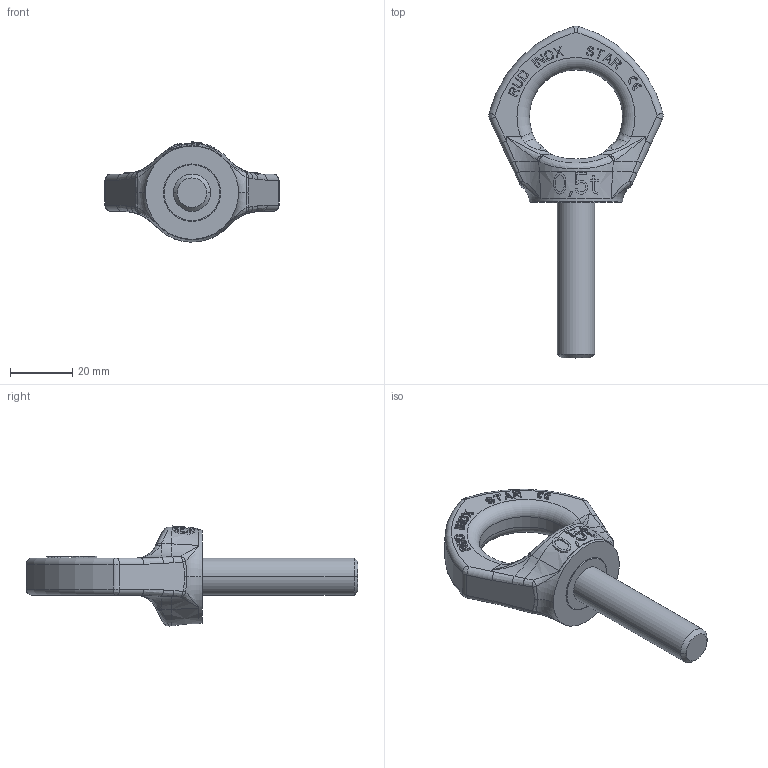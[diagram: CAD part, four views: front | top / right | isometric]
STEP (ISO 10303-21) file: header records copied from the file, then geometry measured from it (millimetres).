
FILE_DESCRIPTION((''),'2;1');
FILE_NAME('001-M31024-P-11_ASM','2018-08-27T',('Andreas.Wendler'),(''),'PRO/ENGINEER BY PARAMETRIC TECHNOLOGY CORPORATION, 2011490','PRO/ENGINEER BY PARAMETRIC TECHNOLOGY CORPORATION, 2011490','');
FILE_SCHEMA(('CONFIG_CONTROL_DESIGN'));
Length unit declared in the file: millimetre
Products named in the file (3): 001-M31024-P-10; 001-M31026-P-11; 001-M31024-P-11_ASM
Assembly tree (2 placements, depth 2):
  001-M31024-P-11_ASM
    001-M31024-P-10
    001-M31026-P-11
Bounding box: 56.16 x 106.84 x 32.23 mm (x, y, z)
Volume: 28961.7 mm3; surface area: 11275.7 mm2
Topology: 2 solids, 2 shells, 571 faces, 1546 edges, 1006 vertices
Faces by surface type: plane 449, bspline 54, cylinder 35, torus 16, cone 13, sphere 4
Entity records: 20023 total; most frequent: CARTESIAN_POINT 6207, ORIENTED_EDGE 3092, DIRECTION 2476, EDGE_CURVE 1546, VECTOR 1080, LINE 1080, VERTEX_POINT 1006, AXIS2_PLACEMENT_3D 698
